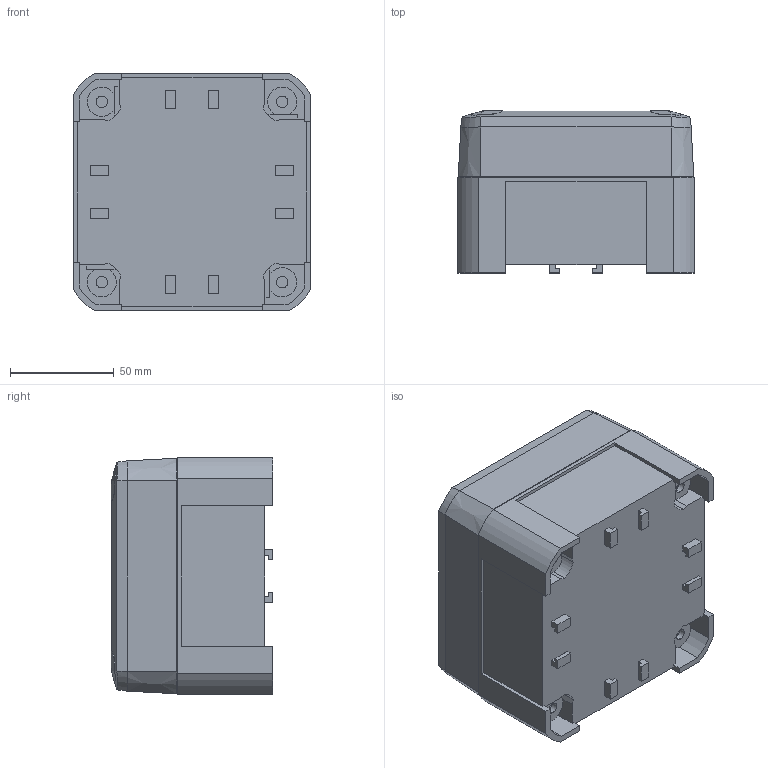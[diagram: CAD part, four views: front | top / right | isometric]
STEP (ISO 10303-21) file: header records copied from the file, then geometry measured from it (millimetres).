
FILE_DESCRIPTION (( 'STEP AP214' ), '1' );
FILE_NAME ('2005598.STP', '2019-03-13T08:27:42', ( '' ), ( '' ), 'SwSTEP 2.0', 'SolidWorks 2018', '' );
FILE_SCHEMA (( 'AUTOMOTIVE_DESIGN' ));
Length unit declared in the file: millimetre
Products named in the file (8): 116133_55; ED170-04-02_Standard; 087700_Standard; 113227_Standard; P_0000011421_1_Standard; 050459_Standard; 076800_X04BC-0; 2005598
Assembly tree (12 placements, depth 3):
  2005598
    076800_X04BC-0
    113227_Standard
      050459_Standard
      P_0000011421_1_Standard
    087700_Standard  x4
    ED170-04-02_Standard  x2
    116133_55  x2
Bounding box: 114.3 x 78.05 x 114.3 mm (x, y, z)
Volume: 270314.9 mm3; surface area: 169334.4 mm2
Topology: 11 solids, 11 shells, 1037 faces, 2601 edges, 1594 vertices
Faces by surface type: plane 546, cylinder 219, torus 160, cone 96, bspline 16
Entity records: 27255 total; most frequent: CARTESIAN_POINT 5441, DIRECTION 4615, ORIENTED_EDGE 4342, EDGE_CURVE 2171, AXIS2_PLACEMENT_3D 1660, VERTEX_POINT 1310, VECTOR 1295, LINE 1295
